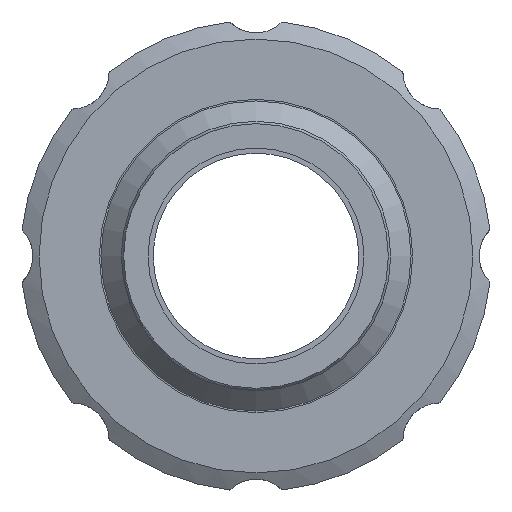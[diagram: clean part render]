
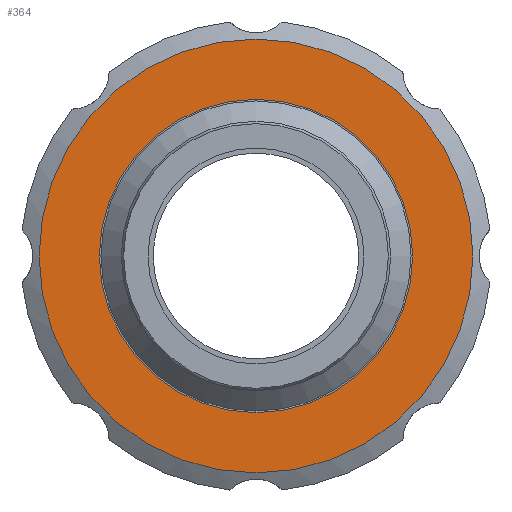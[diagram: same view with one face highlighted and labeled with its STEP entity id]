
A CAD part, left-side view. The second image highlights one B-rep face of the part: STEP entity #364.
In plain terms, the highlighted planar face has unit normal (-1, 0, 0).
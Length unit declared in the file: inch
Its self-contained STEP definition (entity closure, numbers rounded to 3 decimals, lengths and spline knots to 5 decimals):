
#28 = DIRECTION ( 'NONE',  ( 0., 0., -1. ) ) ;
#36 = DIRECTION ( 'NONE',  ( -1., 0., 0. ) ) ;
#160 = CARTESIAN_POINT ( 'NONE',  ( -1.38922, 1.95952, 3.16178 ) ) ;
#162 = DIRECTION ( 'NONE',  ( 1., 0., 0. ) ) ;
#215 = CARTESIAN_POINT ( 'NONE',  ( -1.38922, 1.95952, 3.16178 ) ) ;
#364 = ADVANCED_FACE ( 'NONE', ( #1569, #548 ), #666, .T. ) ;
#491 = DIRECTION ( 'NONE',  ( 0., 0., 1. ) ) ;
#548 = FACE_BOUND ( 'NONE', #1258, .T. ) ;
#617 = CIRCLE ( 'NONE', #1220, 1.16535 ) ;
#666 = PLANE ( 'NONE',  #1021 ) ;
#708 = EDGE_CURVE ( 'NONE', #1055, #1055, #617, .T. ) ;
#788 = ORIENTED_EDGE ( 'NONE', *, *, #1565, .T. ) ;
#1014 = DIRECTION ( 'NONE',  ( 0., 0., -1. ) ) ;
#1021 = AXIS2_PLACEMENT_3D ( 'NONE', #1684, #1627, #491 ) ;
#1055 = VERTEX_POINT ( 'NONE', #1654 ) ;
#1099 = ORIENTED_EDGE ( 'NONE', *, *, #708, .T. ) ;
#1220 = AXIS2_PLACEMENT_3D ( 'NONE', #215, #162, #1014 ) ;
#1258 = EDGE_LOOP ( 'NONE', ( #1099 ) ) ;
#1341 = EDGE_LOOP ( 'NONE', ( #788 ) ) ;
#1504 = AXIS2_PLACEMENT_3D ( 'NONE', #160, #36, #28 ) ;
#1559 = VERTEX_POINT ( 'NONE', #1570 ) ;
#1565 = EDGE_CURVE ( 'NONE', #1559, #1559, #1661, .T. ) ;
#1569 = FACE_OUTER_BOUND ( 'NONE', #1341, .T. ) ;
#1570 = CARTESIAN_POINT ( 'NONE',  ( -1.38922, 1.95952, 1.54761 ) ) ;
#1627 = DIRECTION ( 'NONE',  ( -1., 0., 0. ) ) ;
#1654 = CARTESIAN_POINT ( 'NONE',  ( -1.38922, 1.95952, 1.99643 ) ) ;
#1661 = CIRCLE ( 'NONE', #1504, 1.61417 ) ;
#1684 = CARTESIAN_POINT ( 'NONE',  ( -1.38922, 3.34928, 3.16178 ) ) ;
